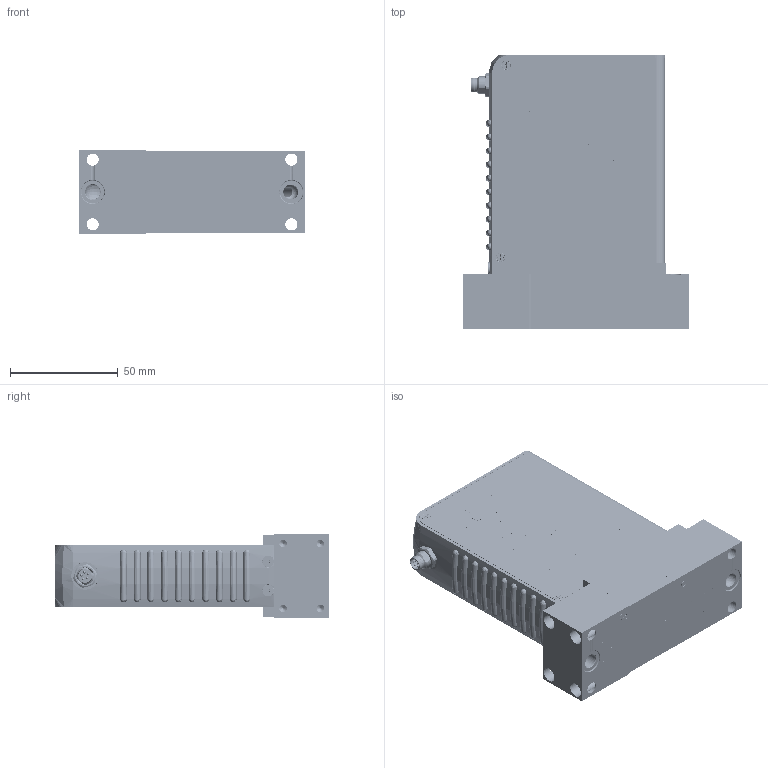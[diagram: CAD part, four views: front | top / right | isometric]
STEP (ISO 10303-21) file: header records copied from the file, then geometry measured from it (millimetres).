
FILE_DESCRIPTION (( 'STEP AP203' ), '1' );
FILE_NAME ('GF100-GF120-GF125-AS-E0.STEP', '2023-08-07T14:52:12', ( '' ), ( '' ), 'SwSTEP 2.0', 'SolidWorks 2020', '' );
FILE_SCHEMA (( 'CONFIG_CONTROL_DESIGN' ));
Products named in the file (1): GF100-GF120-GF125-AS-E0
Bounding box: 104.95 x 127 x 38.73 mm (x, y, z)
Surface area: 91894.3 mm2 (no closed solid volume)
Topology: 0 solids, 155 shells, 7392 faces, 19406 edges, 12718 vertices
Faces by surface type: plane 4148, bspline 1932, cylinder 1003, cone 243, torus 40, sphere 26
Entity records: 283173 total; most frequent: CARTESIAN_POINT 114639, ORIENTED_EDGE 38678, DIRECTION 27474, EDGE_CURVE 19343, VERTEX_POINT 12714, LINE 12526, VECTOR 12526, EDGE_LOOP 8160
